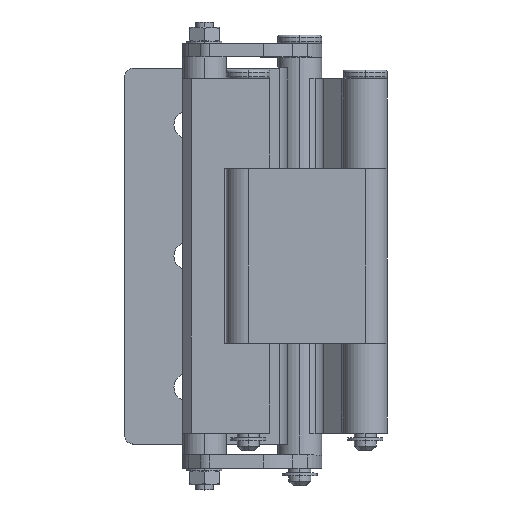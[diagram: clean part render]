
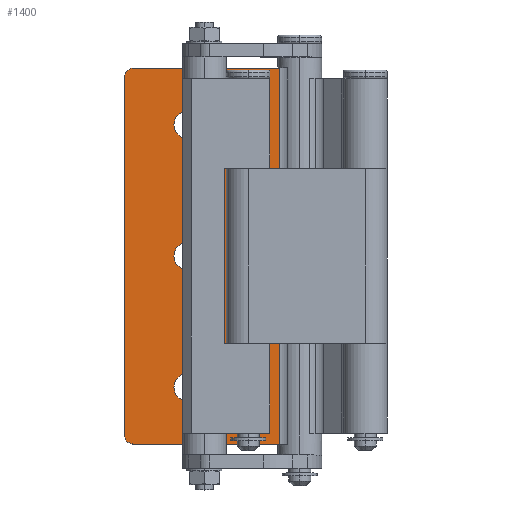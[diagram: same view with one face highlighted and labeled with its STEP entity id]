
A CAD part, top view. The second image highlights one B-rep face of the part: STEP entity #1400.
In plain terms, the highlighted planar face has unit normal (0, 0, 1).
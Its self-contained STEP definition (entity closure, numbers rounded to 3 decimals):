
#495 = VERTEX_POINT ( 'NONE', #3704 ) ;
#496 = VERTEX_POINT ( 'NONE', #3705 ) ;
#800 = VERTEX_POINT ( 'NONE', #4468 ) ;
#805 = VERTEX_POINT ( 'NONE', #4473 ) ;
#870 = EDGE_LOOP ( 'NONE', ( #1025, #1028 ) ) ;
#871 = EDGE_LOOP ( 'NONE', ( #1026, #1030 ) ) ;
#872 = EDGE_LOOP ( 'NONE', ( #1027, #1032 ) ) ;
#873 = EDGE_LOOP ( 'NONE', ( #1029, #1033, #1031, #1034, #1035, #1036 ) ) ;
#1025 = ORIENTED_EDGE ( 'NONE', *, *, #3110, .F. ) ;
#1026 = ORIENTED_EDGE ( 'NONE', *, *, #3111, .F. ) ;
#1027 = ORIENTED_EDGE ( 'NONE', *, *, #3112, .F. ) ;
#1028 = ORIENTED_EDGE ( 'NONE', *, *, #6905, .F. ) ;
#1029 = ORIENTED_EDGE ( 'NONE', *, *, #3108, .T. ) ;
#1030 = ORIENTED_EDGE ( 'NONE', *, *, #6909, .F. ) ;
#1031 = ORIENTED_EDGE ( 'NONE', *, *, #3114, .F. ) ;
#1032 = ORIENTED_EDGE ( 'NONE', *, *, #6913, .F. ) ;
#1033 = ORIENTED_EDGE ( 'NONE', *, *, #3113, .T. ) ;
#1034 = ORIENTED_EDGE ( 'NONE', *, *, #3115, .F. ) ;
#1035 = ORIENTED_EDGE ( 'NONE', *, *, #3116, .F. ) ;
#1036 = ORIENTED_EDGE ( 'NONE', *, *, #3117, .T. ) ;
#1400 = ADVANCED_FACE ( 'NONE', ( #4887, #4888, #4889, #4890 ), #6252, .F. ) ;
#1735 = VERTEX_POINT ( 'NONE', #6488 ) ;
#1736 = VERTEX_POINT ( 'NONE', #6489 ) ;
#1737 = VERTEX_POINT ( 'NONE', #6490 ) ;
#1738 = VERTEX_POINT ( 'NONE', #6491 ) ;
#2595 = VERTEX_POINT ( 'NONE', #5184 ) ;
#2601 = VERTEX_POINT ( 'NONE', #5190 ) ;
#2607 = VERTEX_POINT ( 'NONE', #5196 ) ;
#2608 = VERTEX_POINT ( 'NONE', #5197 ) ;
#3108 = EDGE_CURVE ( 'NONE', #495, #496, #4952, .T. ) ;
#3110 = EDGE_CURVE ( 'NONE', #800, #805, #6461, .T. ) ;
#3111 = EDGE_CURVE ( 'NONE', #2595, #2608, #6465, .T. ) ;
#3112 = EDGE_CURVE ( 'NONE', #2607, #2601, #6467, .T. ) ;
#3113 = EDGE_CURVE ( 'NONE', #496, #1735, #6469, .T. ) ;
#3114 = EDGE_CURVE ( 'NONE', #1736, #1735, #4954, .T. ) ;
#3115 = EDGE_CURVE ( 'NONE', #1737, #1736, #4955, .T. ) ;
#3116 = EDGE_CURVE ( 'NONE', #1738, #1737, #4956, .T. ) ;
#3117 = EDGE_CURVE ( 'NONE', #1738, #495, #6472, .T. ) ;
#3546 = AXIS2_PLACEMENT_3D ( 'NONE', #6253, #6254, #6255 ) ;
#3704 = CARTESIAN_POINT ( 'NONE',  ( -40., 41., 3.6 ) ) ;
#3705 = CARTESIAN_POINT ( 'NONE',  ( -40., -41., 3.6 ) ) ;
#4468 = CARTESIAN_POINT ( 'NONE',  ( -22.25, -30., 3.6 ) ) ;
#4473 = CARTESIAN_POINT ( 'NONE',  ( -28.75, -30., 3.6 ) ) ;
#4732 = CARTESIAN_POINT ( 'NONE',  ( -25.5, -30., 3.6 ) ) ;
#4733 = DIRECTION ( 'NONE',  ( 0., 0., 1. ) ) ;
#4734 = DIRECTION ( 'NONE',  ( 1., 0., 0. ) ) ;
#4742 = CARTESIAN_POINT ( 'NONE',  ( -25.5, 0., 3.6 ) ) ;
#4743 = DIRECTION ( 'NONE',  ( 0., 0., 1. ) ) ;
#4744 = DIRECTION ( 'NONE',  ( 1., 0., 0. ) ) ;
#4752 = CARTESIAN_POINT ( 'NONE',  ( -25.5, 30., 3.6 ) ) ;
#4753 = DIRECTION ( 'NONE',  ( 0., 0., 1. ) ) ;
#4754 = DIRECTION ( 'NONE',  ( 1., 0., 0. ) ) ;
#4887 = FACE_BOUND ( 'NONE', #870, .T. ) ;
#4888 = FACE_BOUND ( 'NONE', #871, .T. ) ;
#4889 = FACE_BOUND ( 'NONE', #872, .T. ) ;
#4890 = FACE_OUTER_BOUND ( 'NONE', #873, .T. ) ;
#4952 = LINE ( 'NONE', #5246, #6462 ) ;
#4954 = LINE ( 'NONE', #5262, #6471 ) ;
#4955 = LINE ( 'NONE', #5264, #6473 ) ;
#4956 = LINE ( 'NONE', #5266, #6474 ) ;
#5184 = CARTESIAN_POINT ( 'NONE',  ( -22.25, 0., 3.6 ) ) ;
#5190 = CARTESIAN_POINT ( 'NONE',  ( -28.75, 30., 3.6 ) ) ;
#5196 = CARTESIAN_POINT ( 'NONE',  ( -22.25, 30., 3.6 ) ) ;
#5197 = CARTESIAN_POINT ( 'NONE',  ( -28.75, 0., 3.6 ) ) ;
#5246 = CARTESIAN_POINT ( 'NONE',  ( -40., 45.5, 3.6 ) ) ;
#5247 = DIRECTION ( 'NONE',  ( 0., -1., 0. ) ) ;
#5250 = CARTESIAN_POINT ( 'NONE',  ( -25.5, -30., 3.6 ) ) ;
#5251 = DIRECTION ( 'NONE',  ( 0., 0., 1. ) ) ;
#5252 = DIRECTION ( 'NONE',  ( 1., 0., 0. ) ) ;
#5253 = CARTESIAN_POINT ( 'NONE',  ( -25.5, 0., 3.6 ) ) ;
#5254 = DIRECTION ( 'NONE',  ( 0., 0., 1. ) ) ;
#5255 = DIRECTION ( 'NONE',  ( 1., 0., 0. ) ) ;
#5256 = CARTESIAN_POINT ( 'NONE',  ( -25.5, 30., 3.6 ) ) ;
#5257 = DIRECTION ( 'NONE',  ( 0., 0., 1. ) ) ;
#5258 = DIRECTION ( 'NONE',  ( 1., 0., 0. ) ) ;
#5259 = CARTESIAN_POINT ( 'NONE',  ( -38., -41., 3.6 ) ) ;
#5260 = DIRECTION ( 'NONE',  ( 0., 0., 1. ) ) ;
#5261 = DIRECTION ( 'NONE',  ( -1., 0., 0. ) ) ;
#5262 = CARTESIAN_POINT ( 'NONE',  ( -4.521, -43., 3.6 ) ) ;
#5263 = DIRECTION ( 'NONE',  ( -1., 0., 0. ) ) ;
#5264 = CARTESIAN_POINT ( 'NONE',  ( -4.521, 45.5, 3.6 ) ) ;
#5265 = DIRECTION ( 'NONE',  ( 0., -1., 0. ) ) ;
#5266 = CARTESIAN_POINT ( 'NONE',  ( -4.521, 43., 3.6 ) ) ;
#5267 = DIRECTION ( 'NONE',  ( 1., 0., 0. ) ) ;
#5268 = CARTESIAN_POINT ( 'NONE',  ( -38., 41., 3.6 ) ) ;
#5269 = DIRECTION ( 'NONE',  ( 0., 0., 1. ) ) ;
#5270 = DIRECTION ( 'NONE',  ( -1., 0., 0. ) ) ;
#5837 = CIRCLE ( 'NONE', #5843, 3.25 ) ;
#5842 = CIRCLE ( 'NONE', #5849, 3.25 ) ;
#5843 = AXIS2_PLACEMENT_3D ( 'NONE', #4732, #4733, #4734 ) ;
#5848 = CIRCLE ( 'NONE', #5854, 3.25 ) ;
#5849 = AXIS2_PLACEMENT_3D ( 'NONE', #4742, #4743, #4744 ) ;
#5854 = AXIS2_PLACEMENT_3D ( 'NONE', #4752, #4753, #4754 ) ;
#6252 = PLANE ( 'NONE',  #3546 ) ;
#6253 = CARTESIAN_POINT ( 'NONE',  ( -4.521, 45.5, 3.6 ) ) ;
#6254 = DIRECTION ( 'NONE',  ( 0., 0., -1. ) ) ;
#6255 = DIRECTION ( 'NONE',  ( -1., 0., 0. ) ) ;
#6461 = CIRCLE ( 'NONE', #6464, 3.25 ) ;
#6462 = VECTOR ( 'NONE', #5247, 1000. ) ;
#6464 = AXIS2_PLACEMENT_3D ( 'NONE', #5250, #5251, #5252 ) ;
#6465 = CIRCLE ( 'NONE', #6466, 3.25 ) ;
#6466 = AXIS2_PLACEMENT_3D ( 'NONE', #5253, #5254, #5255 ) ;
#6467 = CIRCLE ( 'NONE', #6468, 3.25 ) ;
#6468 = AXIS2_PLACEMENT_3D ( 'NONE', #5256, #5257, #5258 ) ;
#6469 = CIRCLE ( 'NONE', #6470, 2. ) ;
#6470 = AXIS2_PLACEMENT_3D ( 'NONE', #5259, #5260, #5261 ) ;
#6471 = VECTOR ( 'NONE', #5263, 1000. ) ;
#6472 = CIRCLE ( 'NONE', #6475, 2. ) ;
#6473 = VECTOR ( 'NONE', #5265, 1000. ) ;
#6474 = VECTOR ( 'NONE', #5267, 1000. ) ;
#6475 = AXIS2_PLACEMENT_3D ( 'NONE', #5268, #5269, #5270 ) ;
#6488 = CARTESIAN_POINT ( 'NONE',  ( -38., -43., 3.6 ) ) ;
#6489 = CARTESIAN_POINT ( 'NONE',  ( -4.521, -43., 3.6 ) ) ;
#6490 = CARTESIAN_POINT ( 'NONE',  ( -4.521, 43., 3.6 ) ) ;
#6491 = CARTESIAN_POINT ( 'NONE',  ( -38., 43., 3.6 ) ) ;
#6905 = EDGE_CURVE ( 'NONE', #805, #800, #5837, .T. ) ;
#6909 = EDGE_CURVE ( 'NONE', #2608, #2595, #5842, .T. ) ;
#6913 = EDGE_CURVE ( 'NONE', #2601, #2607, #5848, .T. ) ;
